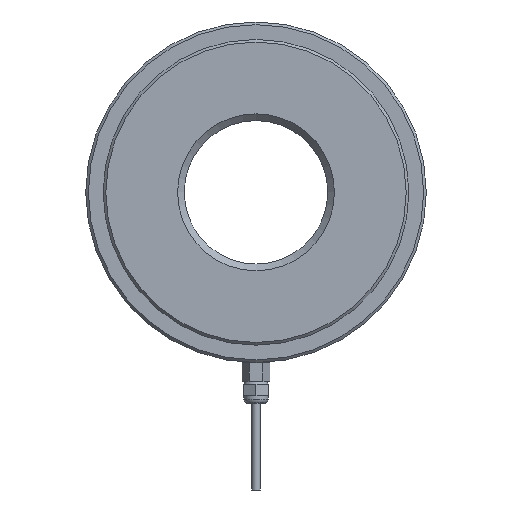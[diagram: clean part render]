
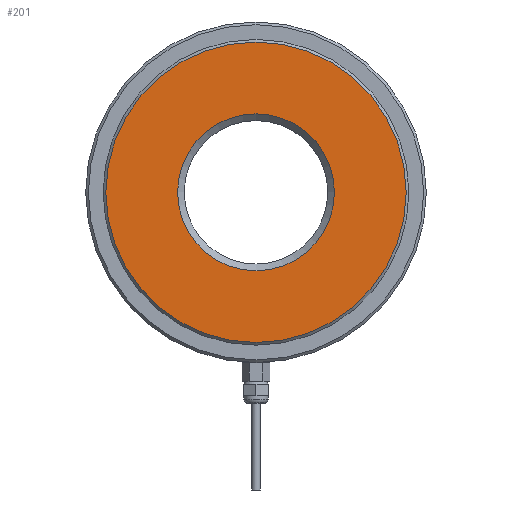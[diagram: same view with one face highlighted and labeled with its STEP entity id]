
A CAD part, left-side view. The second image highlights one B-rep face of the part: STEP entity #201.
In plain terms, the highlighted face is planar.
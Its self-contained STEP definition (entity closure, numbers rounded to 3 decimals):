
#201 = ADVANCED_FACE( '', ( #410, #411 ), #412, .T. );
#410 = FACE_OUTER_BOUND( '', #681, .T. );
#411 = FACE_BOUND( '', #682, .T. );
#412 = PLANE( '', #683 );
#681 = EDGE_LOOP( '', ( #1057 ) );
#682 = EDGE_LOOP( '', ( #1058 ) );
#683 = AXIS2_PLACEMENT_3D( '', #1059, #1060, #1061 );
#1057 = ORIENTED_EDGE( '', *, *, #1580, .T. );
#1058 = ORIENTED_EDGE( '', *, *, #1581, .T. );
#1059 = CARTESIAN_POINT( '', ( 0., 0., 0. ) );
#1060 = DIRECTION( '', ( 0., 0., -1. ) );
#1061 = DIRECTION( '', ( -1., 0., 0. ) );
#1580 = EDGE_CURVE( '', #1802, #1802, #1803, .T. );
#1581 = EDGE_CURVE( '', #1804, #1804, #1805, .F. );
#1802 = VERTEX_POINT( '', #2100 );
#1803 = CIRCLE( '', #2101, 56. );
#1804 = VERTEX_POINT( '', #2102 );
#1805 = CIRCLE( '', #2103, 29.25 );
#2100 = CARTESIAN_POINT( '', ( -56., 0., 0. ) );
#2101 = AXIS2_PLACEMENT_3D( '', #2485, #2486, #2487 );
#2102 = CARTESIAN_POINT( '', ( -29.25, 0., 0. ) );
#2103 = AXIS2_PLACEMENT_3D( '', #2488, #2489, #2490 );
#2485 = CARTESIAN_POINT( '', ( 0., 0., 0. ) );
#2486 = DIRECTION( '', ( 0., 0., -1. ) );
#2487 = DIRECTION( '', ( -1., 0., 0. ) );
#2488 = CARTESIAN_POINT( '', ( 0., 0., 0. ) );
#2489 = DIRECTION( '', ( 0., 0., -1. ) );
#2490 = DIRECTION( '', ( -1., 0., 0. ) );
